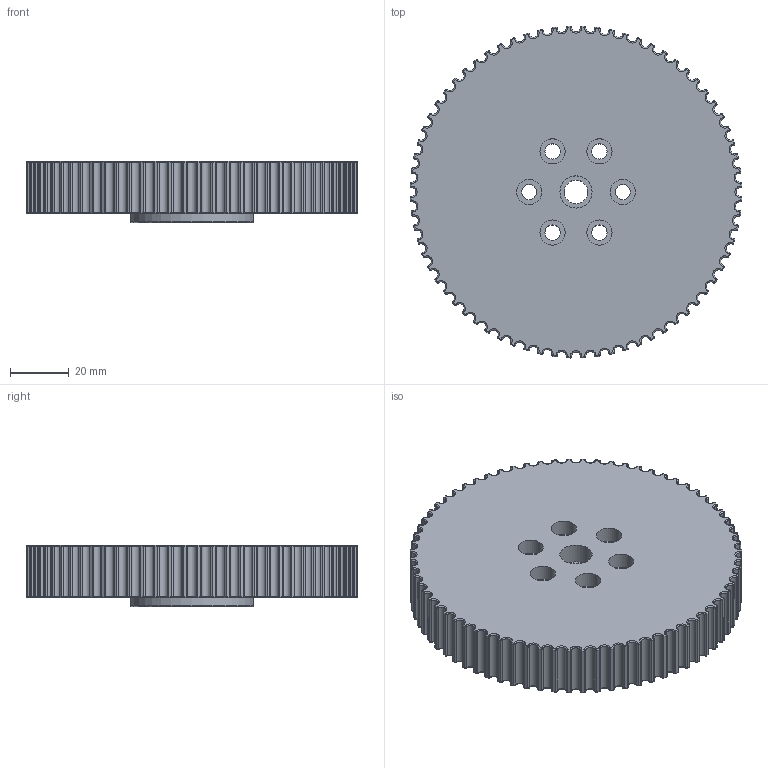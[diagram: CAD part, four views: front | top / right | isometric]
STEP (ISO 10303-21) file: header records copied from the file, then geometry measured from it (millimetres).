
FILE_DESCRIPTION(/* description */ ('','CAx-IF Rec.Pracs.---Representation and Presentation of Product Manufacturing Information (PMI)---4.0---2014-10-13'),/* implementation_level */ '2;1');
FILE_NAME(/* name */ 'HTD-5M-72 Pulley_ver2.step',/* time_stamp */ '2025-03-08T07:49:55+01:00',/* author */ (''),/* organization */ (''),/* preprocessor_version */ 'ST-DEVELOPER v20',/* originating_system */ 'Autodesk Translation Framework v13.20.0.188',/* authorisation */ '');
FILE_SCHEMA (('AP242_MANAGED_MODEL_BASED_3D_ENGINEERING_MIM_LF { 1 0 10303 442 1 1 4 }'));
Length unit declared in the file: millimetre
Products named in the file (1): HTD-5M-72 Pulley
Bounding box: 113.38 x 113.38 x 21 mm (x, y, z)
Volume: 135239.1 mm3; surface area: 33651.2 mm2
Topology: 1 solids, 1 shells, 895 faces, 2075 edges, 1191 vertices
Faces by surface type: cylinder 376, bspline 288, torus 148, plane 83
Full cylindrical faces by diameter (mm): 5.2 x6, 8 x1, 8.6 x6, 11 x1, 42 x1, 101.45 x1
Entity records: 33538 total; most frequent: CARTESIAN_POINT 14079, DIRECTION 4198, ORIENTED_EDGE 4150, EDGE_CURVE 2075, AXIS2_PLACEMENT_3D 1803, CIRCLE 1195, VERTEX_POINT 1191, EDGE_LOOP 918
